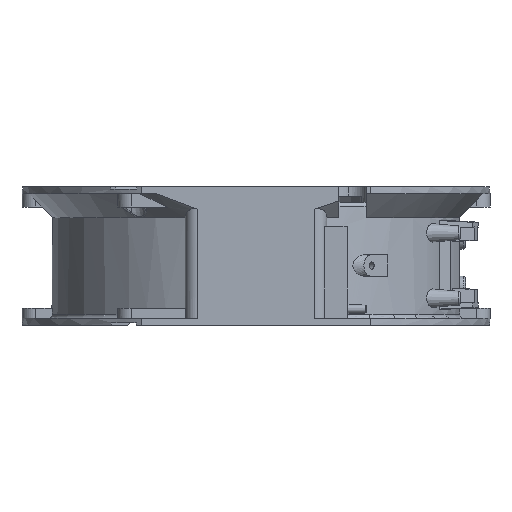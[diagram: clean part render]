
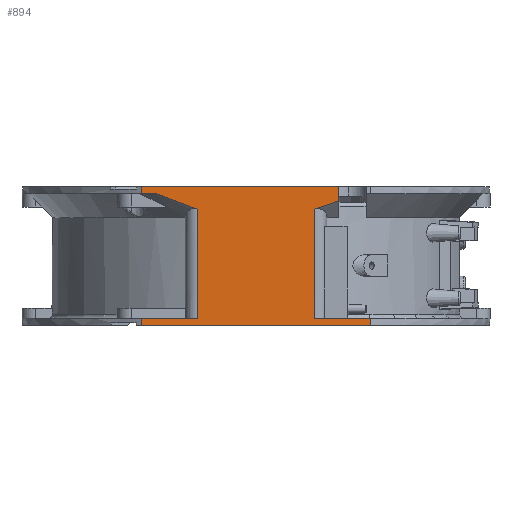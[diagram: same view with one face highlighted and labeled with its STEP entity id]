
A CAD part, front view. The second image highlights one B-rep face of the part: STEP entity #894.
In plain terms, the highlighted planar face has unit normal (0, -1, 0).
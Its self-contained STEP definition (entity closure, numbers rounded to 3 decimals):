
#96 = B_SPLINE_CURVE_WITH_KNOTS ( 'NONE', 3,
 ( #6284, #822, #18832, #17158 ),
 .UNSPECIFIED., .F., .F.,
 ( 4, 4 ),
 ( 0., 0.016 ),
 .UNSPECIFIED. ) ;
#804 = CARTESIAN_POINT ( 'NONE',  ( 0., -75., -48.4 ) ) ;
#822 = CARTESIAN_POINT ( 'NONE',  ( -26.721, -75., -6.83 ) ) ;
#894 = ADVANCED_FACE ( 'NONE', ( #3396 ), #11526, .T. ) ;
#938 = LINE ( 'NONE', #7674, #4560 ) ;
#1101 = VECTOR ( 'NONE', #13266, 1000. ) ;
#1588 = EDGE_CURVE ( 'NONE', #10903, #2943, #20017, .T. ) ;
#2099 = EDGE_CURVE ( 'NONE', #11226, #2562, #16586, .T. ) ;
#2181 = CARTESIAN_POINT ( 'NONE',  ( -42.083, -75., 2.55 ) ) ;
#2238 = ORIENTED_EDGE ( 'NONE', *, *, #9820, .T. ) ;
#2562 = VERTEX_POINT ( 'NONE', #20697 ) ;
#2598 = DIRECTION ( 'NONE',  ( 0., 0., -1. ) ) ;
#2943 = VERTEX_POINT ( 'NONE', #17449 ) ;
#3019 = CARTESIAN_POINT ( 'NONE',  ( 30.5, -75., -48.4 ) ) ;
#3320 = LINE ( 'NONE', #5937, #21919 ) ;
#3396 = FACE_OUTER_BOUND ( 'NONE', #8494, .T. ) ;
#3416 = LINE ( 'NONE', #12733, #4529 ) ;
#3448 = VERTEX_POINT ( 'NONE', #17664 ) ;
#4399 = CARTESIAN_POINT ( 'NONE',  ( 21.5, -75., -8.337 ) ) ;
#4529 = VECTOR ( 'NONE', #21763, 1000. ) ;
#4560 = VECTOR ( 'NONE', #20163, 1000. ) ;
#5635 = DIRECTION ( 'NONE',  ( 1., 0., 0. ) ) ;
#5636 = VERTEX_POINT ( 'NONE', #16321 ) ;
#5845 = VERTEX_POINT ( 'NONE', #18671 ) ;
#5937 = CARTESIAN_POINT ( 'NONE',  ( 42.083, -75., 2.55 ) ) ;
#6284 = CARTESIAN_POINT ( 'NONE',  ( -21.5, -75., -8.337 ) ) ;
#6539 = VECTOR ( 'NONE', #6782, 1000. ) ;
#6782 = DIRECTION ( 'NONE',  ( 0., 0., 1. ) ) ;
#7064 = VERTEX_POINT ( 'NONE', #22089 ) ;
#7084 = VERTEX_POINT ( 'NONE', #22017 ) ;
#7674 = CARTESIAN_POINT ( 'NONE',  ( -21.5, -75., -48.4 ) ) ;
#7765 = CARTESIAN_POINT ( 'NONE',  ( 27.547, -75., -6.42 ) ) ;
#7813 = VECTOR ( 'NONE', #15745, 1000. ) ;
#7933 = ORIENTED_EDGE ( 'NONE', *, *, #10022, .T. ) ;
#8494 = EDGE_LOOP ( 'NONE', ( #13905, #19427, #16371, #19191, #12300, #2238, #16734, #7933, #15636, #10067, #8990, #20510, #13047 ) ) ;
#8526 = EDGE_CURVE ( 'NONE', #14983, #5845, #16133, .T. ) ;
#8931 = EDGE_CURVE ( 'NONE', #18096, #13948, #938, .T. ) ;
#8990 = ORIENTED_EDGE ( 'NONE', *, *, #1588, .F. ) ;
#9118 = CARTESIAN_POINT ( 'NONE',  ( -21.5, -75., -8.337 ) ) ;
#9153 = CARTESIAN_POINT ( 'NONE',  ( 0., -75., -2.6 ) ) ;
#9820 = EDGE_CURVE ( 'NONE', #7064, #3448, #22865, .T. ) ;
#10022 = EDGE_CURVE ( 'NONE', #7084, #14983, #10112, .T. ) ;
#10067 = ORIENTED_EDGE ( 'NONE', *, *, #16537, .T. ) ;
#10112 = B_SPLINE_CURVE_WITH_KNOTS ( 'NONE', 3,
 ( #4399, #18578, #7765, #11609 ),
 .UNSPECIFIED., .F., .F.,
 ( 4, 4 ),
 ( 0., 0.01 ),
 .UNSPECIFIED. ) ;
#10450 = CARTESIAN_POINT ( 'NONE',  ( -42.083, -75., 2.55 ) ) ;
#10469 = EDGE_CURVE ( 'NONE', #10903, #18467, #11814, .T. ) ;
#10631 = LINE ( 'NONE', #18743, #1101 ) ;
#10759 = DIRECTION ( 'NONE',  ( -1., 0., 0. ) ) ;
#10903 = VERTEX_POINT ( 'NONE', #14420 ) ;
#11226 = VERTEX_POINT ( 'NONE', #21289 ) ;
#11508 = DIRECTION ( 'NONE',  ( 0., 0., -1. ) ) ;
#11526 = PLANE ( 'NONE',  #17693 ) ;
#11609 = CARTESIAN_POINT ( 'NONE',  ( 30.5, -75., -5.255 ) ) ;
#11814 = LINE ( 'NONE', #9153, #13788 ) ;
#12300 = ORIENTED_EDGE ( 'NONE', *, *, #15811, .F. ) ;
#12629 = VECTOR ( 'NONE', #16177, 1000. ) ;
#12733 = CARTESIAN_POINT ( 'NONE',  ( 0., -75., 0. ) ) ;
#13047 = ORIENTED_EDGE ( 'NONE', *, *, #23115, .F. ) ;
#13266 = DIRECTION ( 'NONE',  ( 0., 0., 1. ) ) ;
#13322 = DIRECTION ( 'NONE',  ( 0., -1., 0. ) ) ;
#13396 = EDGE_CURVE ( 'NONE', #3448, #7084, #10631, .T. ) ;
#13729 = LINE ( 'NONE', #10450, #7813 ) ;
#13788 = VECTOR ( 'NONE', #5635, 1000. ) ;
#13905 = ORIENTED_EDGE ( 'NONE', *, *, #8931, .T. ) ;
#13948 = VERTEX_POINT ( 'NONE', #18480 ) ;
#14363 = CARTESIAN_POINT ( 'NONE',  ( 0., -75., -51. ) ) ;
#14420 = CARTESIAN_POINT ( 'NONE',  ( -42.083, -75., -2.6 ) ) ;
#14983 = VERTEX_POINT ( 'NONE', #16951 ) ;
#15344 = VECTOR ( 'NONE', #19771, 1000. ) ;
#15636 = ORIENTED_EDGE ( 'NONE', *, *, #8526, .T. ) ;
#15744 = EDGE_CURVE ( 'NONE', #13948, #5636, #16502, .T. ) ;
#15745 = DIRECTION ( 'NONE',  ( 0., 0., 1. ) ) ;
#15811 = EDGE_CURVE ( 'NONE', #7064, #2562, #3320, .T. ) ;
#16118 = CARTESIAN_POINT ( 'NONE',  ( 0., -75., -48.4 ) ) ;
#16133 = LINE ( 'NONE', #3019, #6539 ) ;
#16177 = DIRECTION ( 'NONE',  ( 1., 0., 0. ) ) ;
#16321 = CARTESIAN_POINT ( 'NONE',  ( -42.083, -75., -48.4 ) ) ;
#16371 = ORIENTED_EDGE ( 'NONE', *, *, #19452, .F. ) ;
#16502 = LINE ( 'NONE', #16118, #15344 ) ;
#16537 = EDGE_CURVE ( 'NONE', #5845, #2943, #3416, .T. ) ;
#16586 = LINE ( 'NONE', #14363, #12629 ) ;
#16734 = ORIENTED_EDGE ( 'NONE', *, *, #13396, .T. ) ;
#16951 = CARTESIAN_POINT ( 'NONE',  ( 30.5, -75., -5.255 ) ) ;
#17158 = CARTESIAN_POINT ( 'NONE',  ( -36.705, -75., -2.6 ) ) ;
#17449 = CARTESIAN_POINT ( 'NONE',  ( -42.083, -75., 0. ) ) ;
#17563 = CARTESIAN_POINT ( 'NONE',  ( -36.705, -75., -2.6 ) ) ;
#17664 = CARTESIAN_POINT ( 'NONE',  ( 21.5, -75., -48.4 ) ) ;
#17693 = AXIS2_PLACEMENT_3D ( 'NONE', #804, #13322, #2598 ) ;
#17889 = DIRECTION ( 'NONE',  ( 0., 0., 1. ) ) ;
#18096 = VERTEX_POINT ( 'NONE', #9118 ) ;
#18467 = VERTEX_POINT ( 'NONE', #17563 ) ;
#18480 = CARTESIAN_POINT ( 'NONE',  ( -21.5, -75., -48.4 ) ) ;
#18578 = CARTESIAN_POINT ( 'NONE',  ( 24.55, -75., -7.457 ) ) ;
#18671 = CARTESIAN_POINT ( 'NONE',  ( 30.5, -75., 0. ) ) ;
#18743 = CARTESIAN_POINT ( 'NONE',  ( 21.5, -75., -48.4 ) ) ;
#18832 = CARTESIAN_POINT ( 'NONE',  ( -31.772, -75., -4.871 ) ) ;
#19191 = ORIENTED_EDGE ( 'NONE', *, *, #2099, .T. ) ;
#19427 = ORIENTED_EDGE ( 'NONE', *, *, #15744, .T. ) ;
#19452 = EDGE_CURVE ( 'NONE', #11226, #5636, #13729, .T. ) ;
#19771 = DIRECTION ( 'NONE',  ( -1., 0., 0. ) ) ;
#20017 = LINE ( 'NONE', #2181, #23105 ) ;
#20163 = DIRECTION ( 'NONE',  ( 0., 0., -1. ) ) ;
#20334 = VECTOR ( 'NONE', #10759, 1000. ) ;
#20510 = ORIENTED_EDGE ( 'NONE', *, *, #10469, .T. ) ;
#20697 = CARTESIAN_POINT ( 'NONE',  ( 42.083, -75., -51. ) ) ;
#21289 = CARTESIAN_POINT ( 'NONE',  ( -42.083, -75., -51. ) ) ;
#21600 = CARTESIAN_POINT ( 'NONE',  ( 0., -75., -48.4 ) ) ;
#21763 = DIRECTION ( 'NONE',  ( -1., 0., 0. ) ) ;
#21919 = VECTOR ( 'NONE', #11508, 1000. ) ;
#22017 = CARTESIAN_POINT ( 'NONE',  ( 21.5, -75., -8.337 ) ) ;
#22089 = CARTESIAN_POINT ( 'NONE',  ( 42.083, -75., -48.4 ) ) ;
#22865 = LINE ( 'NONE', #21600, #20334 ) ;
#23105 = VECTOR ( 'NONE', #17889, 1000. ) ;
#23115 = EDGE_CURVE ( 'NONE', #18096, #18467, #96, .T. ) ;
